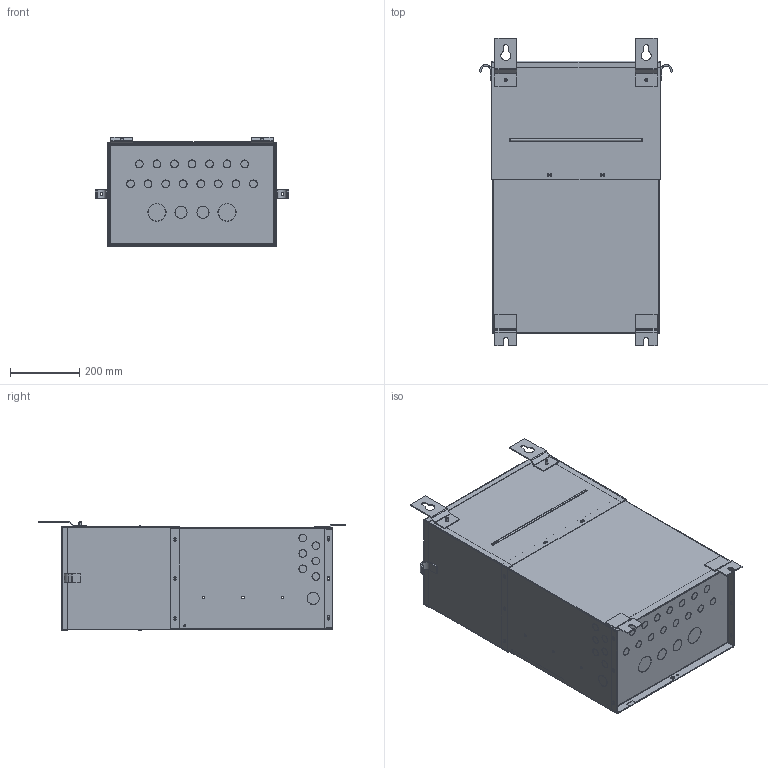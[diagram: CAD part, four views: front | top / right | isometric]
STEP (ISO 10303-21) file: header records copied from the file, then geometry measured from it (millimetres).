
FILE_DESCRIPTION (( 'STEP AP214' ), '1' );
FILE_NAME ('PTBA3150015SS.STEP', '2017-03-01T16:49:47', ( '' ), ( '' ), 'SwSTEP 2.0', 'SolidWorks 2017', '' );
FILE_SCHEMA (( 'AUTOMOTIVE_DESIGN' ));
Length unit declared in the file: inch
Products named in the file (14): A-1-700387; C  7-700372-; B  6-700373-; A  1-85784-; B  7-700374-; A  2-1430301-; C-6-700868_C-6-700868; B  7-700874-; C  7-701199-; B  1-700378-; PTBA3150015SS
Assembly tree (17 placements, depth 4):
  PTBA3150015SS
    C  7-701199-
      C  7-701199-
      B  1-700378-  x2
    B  7-700874-
    C-6-700868_C-6-700868
    C  7-700372-
      C  7-700372-
      B  7-700374-
        B  7-700374-
        A  2-1430301-  x2
      A  1-85784-  x2
      B  6-700373-
    A-1-700387  x2
Bounding box: 560.15 x 889.05 x 317.61 mm (x, y, z)
Volume: 2566527 mm3; surface area: 3332849.9 mm2
Topology: 14 solids, 14 shells, 898 faces, 2388 edges, 1524 vertices
Faces by surface type: plane 526, cylinder 348, bspline 16, cone 4, torus 4
Entity records: 27309 total; most frequent: CARTESIAN_POINT 5477, ORIENTED_EDGE 4428, DIRECTION 4406, EDGE_CURVE 2214, VECTOR 1510, LINE 1510, AXIS2_PLACEMENT_3D 1448, VERTEX_POINT 1422
